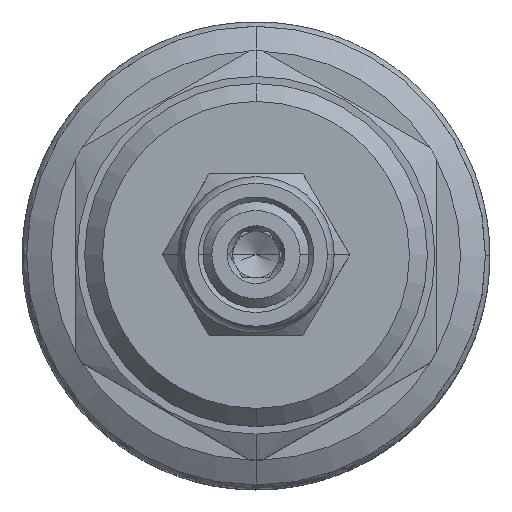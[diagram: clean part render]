
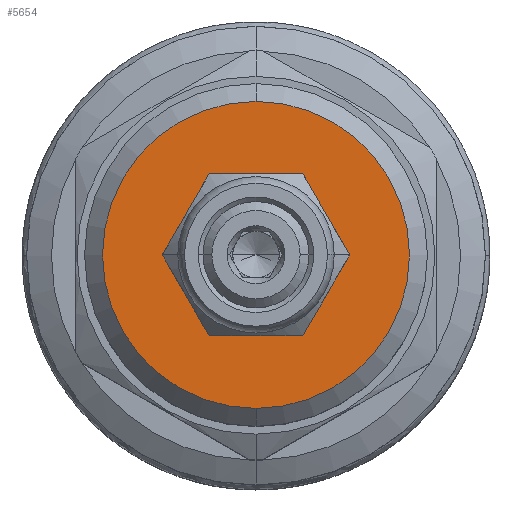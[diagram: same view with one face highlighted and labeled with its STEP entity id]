
A CAD part, top view. The second image highlights one B-rep face of the part: STEP entity #5654.
In plain terms, the highlighted planar face has unit normal (0, 0, 1).
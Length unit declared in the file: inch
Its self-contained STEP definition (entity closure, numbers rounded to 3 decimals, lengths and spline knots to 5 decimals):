
#128=CARTESIAN_POINT('',(0.,0.,4.972));
#129=DIRECTION('',(0.,0.,1.));
#130=DIRECTION('',(-1.,0.,0.));
#131=AXIS2_PLACEMENT_3D('',#128,#129,#130);
#133=CARTESIAN_POINT('',(0.,0.,4.972));
#134=DIRECTION('',(0.,0.,1.));
#135=DIRECTION('',(1.,0.,0.));
#136=AXIS2_PLACEMENT_3D('',#133,#134,#135);
#138=CARTESIAN_POINT('',(0.,0.,4.972));
#139=DIRECTION('',(0.,0.,1.));
#140=DIRECTION('',(0.,-1.,0.));
#141=AXIS2_PLACEMENT_3D('',#138,#139,#140);
#156=CARTESIAN_POINT('',(0.,0.,4.972));
#157=DIRECTION('',(0.,0.,1.));
#158=DIRECTION('',(0.,1.,0.));
#159=AXIS2_PLACEMENT_3D('',#156,#157,#158);
#5120=CARTESIAN_POINT('',(0.,0.532,4.972));
#5121=CARTESIAN_POINT('',(0.,-0.532,4.972));
#5122=VERTEX_POINT('',#5120);
#5123=VERTEX_POINT('',#5121);
#5404=CARTESIAN_POINT('',(-0.271,0.,4.972));
#5405=CARTESIAN_POINT('',(0.271,0.,4.972));
#5406=VERTEX_POINT('',#5404);
#5407=VERTEX_POINT('',#5405);
#5638=CARTESIAN_POINT('',(0.,0.,4.972));
#5639=DIRECTION('',(0.,0.,1.));
#5640=DIRECTION('',(0.,1.,0.));
#5641=AXIS2_PLACEMENT_3D('',#5638,#5639,#5640);
#5642=PLANE('',#5641);
#5644=ORIENTED_EDGE('',*,*,#5643,.F.);
#5646=ORIENTED_EDGE('',*,*,#5645,.F.);
#5647=EDGE_LOOP('',(#5644,#5646));
#5648=FACE_OUTER_BOUND('',#5647,.F.);
#5650=ORIENTED_EDGE('',*,*,#5649,.T.);
#5651=ORIENTED_EDGE('',*,*,#5628,.T.);
#5652=EDGE_LOOP('',(#5650,#5651));
#5653=FACE_BOUND('',#5652,.F.);
#5654=ADVANCED_FACE('',(#5648,#5653),#5642,.T.);
#132=CIRCLE('',#131,0.271);
#137=CIRCLE('',#136,0.271);
#142=CIRCLE('',#141,0.532);
#160=CIRCLE('',#159,0.532);
#5628=EDGE_CURVE('',#5407,#5406,#137,.T.);
#5643=EDGE_CURVE('',#5123,#5122,#142,.T.);
#5645=EDGE_CURVE('',#5122,#5123,#160,.T.);
#5649=EDGE_CURVE('',#5406,#5407,#132,.T.);
